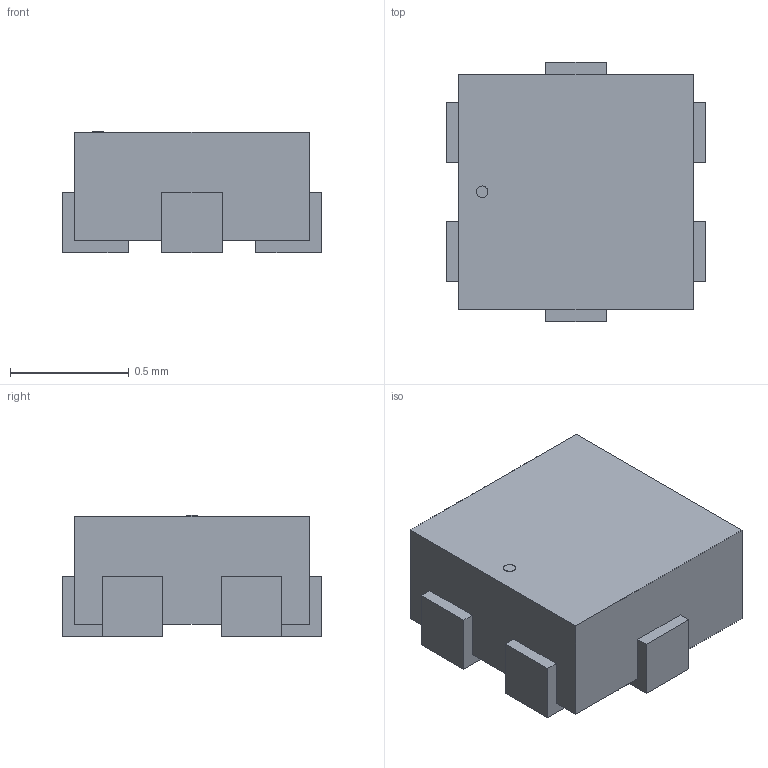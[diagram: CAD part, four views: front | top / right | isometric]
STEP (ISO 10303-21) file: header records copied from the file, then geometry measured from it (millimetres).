
FILE_DESCRIPTION(('STEP AP214'),'1');
FILE_NAME('QFN_453-385LF_SKY','2025-05-10T02:30:20',(''),(''),'','','');
FILE_SCHEMA(('AUTOMOTIVE_DESIGN'));
Length unit declared in the file: millimetre
Products named in the file (1): product
Bounding box: 1.09 x 1.09 x 0.51 mm (x, y, z)
Volume: 0.5 mm3; surface area: 5.8 mm2
Topology: 8 solids, 8 shells, 57 faces, 123 edges, 82 vertices
Faces by surface type: plane 56, cylinder 1
Full cylindrical faces by diameter (mm): 0.05 x1
Entity records: 1609 total; most frequent: ORIENTED_EDGE 244, DIRECTION 242, CARTESIAN_POINT 143, EDGE_CURVE 122, LINE 120, VECTOR 120, VERTEX_POINT 82, AXIS2_PLACEMENT_3D 61
